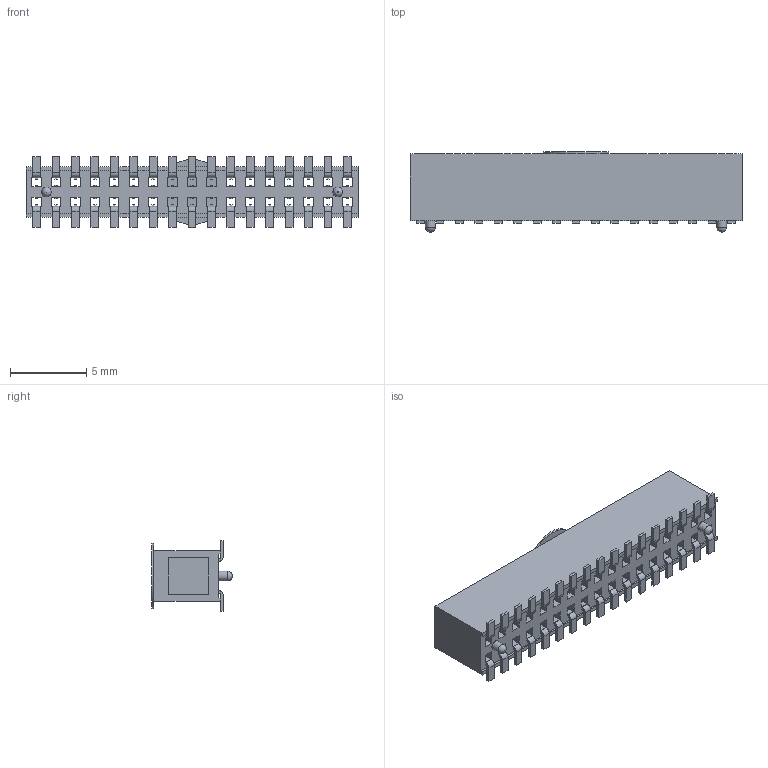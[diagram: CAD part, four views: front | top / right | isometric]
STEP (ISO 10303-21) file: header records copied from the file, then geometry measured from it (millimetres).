
FILE_DESCRIPTION( ( 'STEP AP203' ), '1' );
FILE_NAME( 'FLE-117-01-G-DV-A-K.stp', '2021-08-09T12:52:32', ( 'License CC BY-ND 4.0' ), ( 'CADENAS' ), ' ', 'PARTsolutions', ' ' );
FILE_SCHEMA( ( 'CONFIG_CONTROL_DESIGN' ) );
Length unit declared in the file: inch
Products named in the file (4): FLE-117-01-G-DV-A-K; _FLE-117-01-DV-A_socket; _C-96-01-17-DV; _K-DOT-0.1675-0.281-0.005_polyamide_pick
Assembly tree (3 placements, depth 2):
  FLE-117-01-G-DV-A-K
    _FLE-117-01-DV-A_socket
    _C-96-01-17-DV
    _K-DOT-0.1675-0.281-0.005_polyamide_pick
Bounding box: 21.7 x 5.26 x 4.59 mm (x, y, z)
Volume: 341.3 mm3; surface area: 1436.8 mm2
Topology: 3 solids, 3 shells, 1024 faces, 2866 edges, 1865 vertices
Faces by surface type: plane 919, cylinder 103, bspline 1, sphere 1
Full cylindrical faces by diameter (mm): 0.381 x16, 0.508 x16, 0.635 x2, 4.255 x1
Entity records: 32538 total; most frequent: CARTESIAN_POINT 5746, ORIENTED_EDGE 5654, DIRECTION 5088, EDGE_CURVE 2827, LINE 2620, VECTOR 2620, VERTEX_POINT 1864, EDGE_LOOP 1246
